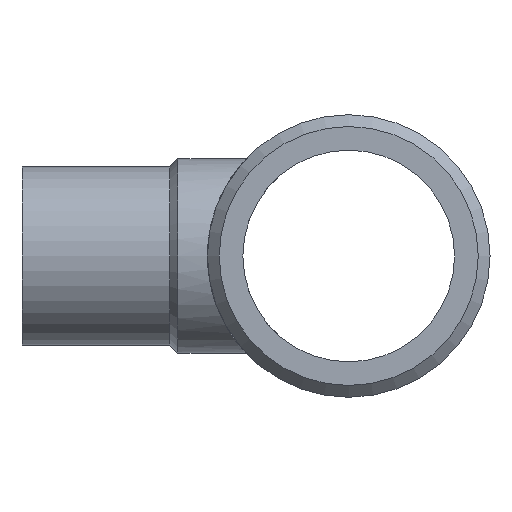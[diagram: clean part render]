
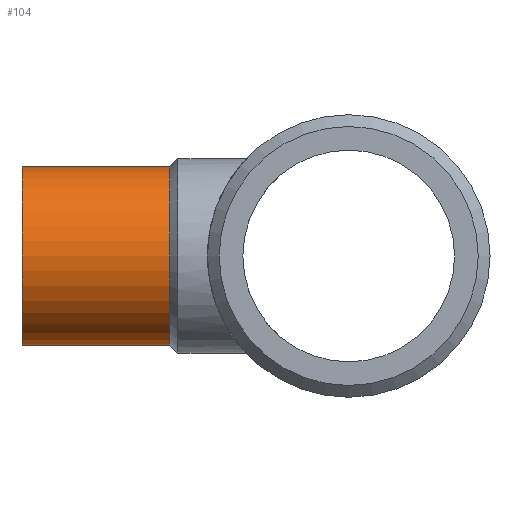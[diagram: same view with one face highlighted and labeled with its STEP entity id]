
A CAD part, left-side view. The second image highlights one B-rep face of the part: STEP entity #104.
In plain terms, the highlighted cylindrical face has radius 55 mm (diameter 110 mm), a full revolution.
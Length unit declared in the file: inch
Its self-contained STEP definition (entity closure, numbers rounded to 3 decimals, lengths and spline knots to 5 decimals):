
#7 = ORIENTED_EDGE ( 'NONE', *, *, #32, .F. ) ;
#24 = VERTEX_POINT ( 'NONE', #191 ) ;
#32 = EDGE_CURVE ( 'NONE', #24, #24, #105, .T. ) ;
#78 = CYLINDRICAL_SURFACE ( 'NONE', #88, 2.16535 ) ;
#88 = AXIS2_PLACEMENT_3D ( 'NONE', #644, #602, #275 ) ;
#99 = DIRECTION ( 'NONE',  ( 0., 1., 0. ) ) ;
#104 = ADVANCED_FACE ( 'NONE', ( #350, #560 ), #78, .T. ) ;
#105 = CIRCLE ( 'NONE', #501, 2.16535 ) ;
#110 = ORIENTED_EDGE ( 'NONE', *, *, #419, .T. ) ;
#139 = VERTEX_POINT ( 'NONE', #564 ) ;
#191 = CARTESIAN_POINT ( 'NONE',  ( -7.67717, 7.94811, 2.16535 ) ) ;
#221 = DIRECTION ( 'NONE',  ( 0., 0., -1. ) ) ;
#238 = DIRECTION ( 'NONE',  ( 0., 0., 1. ) ) ;
#275 = DIRECTION ( 'NONE',  ( 0., 0., -1. ) ) ;
#290 = EDGE_LOOP ( 'NONE', ( #7 ) ) ;
#350 = FACE_OUTER_BOUND ( 'NONE', #433, .T. ) ;
#419 = EDGE_CURVE ( 'NONE', #139, #139, #457, .T. ) ;
#433 = EDGE_LOOP ( 'NONE', ( #110 ) ) ;
#457 = CIRCLE ( 'NONE', #634, 2.16535 ) ;
#501 = AXIS2_PLACEMENT_3D ( 'NONE', #605, #544, #238 ) ;
#504 = CARTESIAN_POINT ( 'NONE',  ( -7.67717, 4.35039, 0. ) ) ;
#544 = DIRECTION ( 'NONE',  ( 0., 1., 0. ) ) ;
#560 = FACE_OUTER_BOUND ( 'NONE', #290, .T. ) ;
#564 = CARTESIAN_POINT ( 'NONE',  ( -7.67717, 4.35039, -2.16535 ) ) ;
#602 = DIRECTION ( 'NONE',  ( 0., -1., 0. ) ) ;
#605 = CARTESIAN_POINT ( 'NONE',  ( -7.67717, 7.94811, 0. ) ) ;
#634 = AXIS2_PLACEMENT_3D ( 'NONE', #504, #99, #221 ) ;
#644 = CARTESIAN_POINT ( 'NONE',  ( -7.67717, 5.98425, 0. ) ) ;
